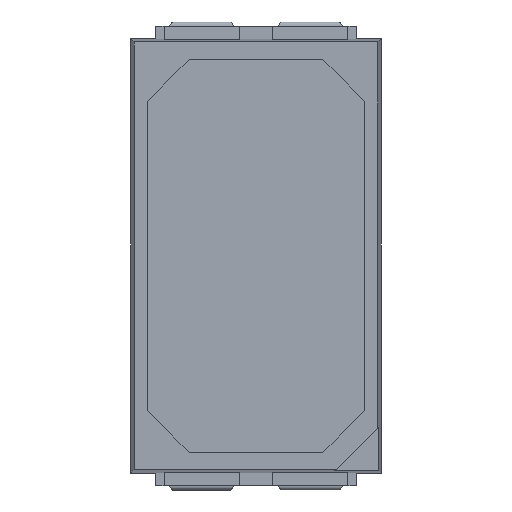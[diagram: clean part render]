
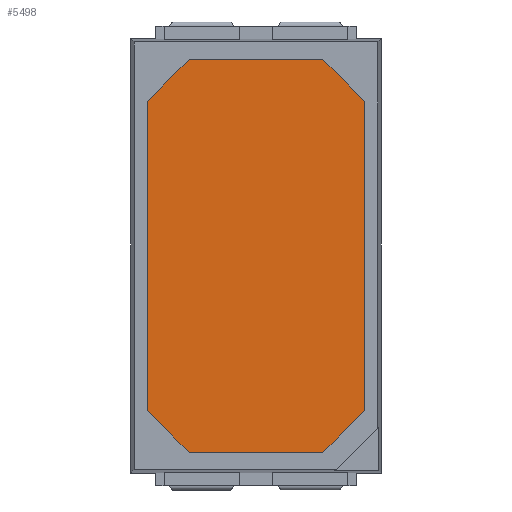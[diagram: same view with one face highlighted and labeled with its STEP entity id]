
A CAD part, top view. The second image highlights one B-rep face of the part: STEP entity #5498.
In plain terms, the highlighted planar face has unit normal (0, 0, 1).
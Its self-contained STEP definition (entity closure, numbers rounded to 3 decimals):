
#920=ORIENTED_EDGE('',*,*,#1682,.T.);
#921=ORIENTED_EDGE('',*,*,#1686,.T.);
#922=ORIENTED_EDGE('',*,*,#1689,.T.);
#923=ORIENTED_EDGE('',*,*,#1692,.T.);
#924=ORIENTED_EDGE('',*,*,#1695,.T.);
#925=ORIENTED_EDGE('',*,*,#1698,.T.);
#926=ORIENTED_EDGE('',*,*,#1701,.T.);
#927=ORIENTED_EDGE('',*,*,#1704,.T.);
#1682=EDGE_CURVE('',#2148,#2149,#2630,.T.);
#1686=EDGE_CURVE('',#2149,#2152,#2634,.T.);
#1689=EDGE_CURVE('',#2152,#2154,#2637,.T.);
#1692=EDGE_CURVE('',#2154,#2156,#2640,.T.);
#1695=EDGE_CURVE('',#2156,#2158,#2643,.T.);
#1698=EDGE_CURVE('',#2158,#2160,#2646,.T.);
#1701=EDGE_CURVE('',#2160,#2162,#2649,.T.);
#1704=EDGE_CURVE('',#2162,#2148,#2652,.T.);
#2148=VERTEX_POINT('',#7711);
#2149=VERTEX_POINT('',#7712);
#2152=VERTEX_POINT('',#7720);
#2154=VERTEX_POINT('',#7726);
#2156=VERTEX_POINT('',#7732);
#2158=VERTEX_POINT('',#7738);
#2160=VERTEX_POINT('',#7744);
#2162=VERTEX_POINT('',#7750);
#2630=LINE('',#7710,#3158);
#2634=LINE('',#7719,#3162);
#2637=LINE('',#7725,#3165);
#2640=LINE('',#7731,#3168);
#2643=LINE('',#7737,#3171);
#2646=LINE('',#7743,#3174);
#2649=LINE('',#7749,#3177);
#2652=LINE('',#7755,#3180);
#3158=VECTOR('',#6541,1000.);
#3162=VECTOR('',#6547,1000.);
#3165=VECTOR('',#6552,1000.);
#3168=VECTOR('',#6557,1000.);
#3171=VECTOR('',#6562,1000.);
#3174=VECTOR('',#6567,1000.);
#3177=VECTOR('',#6572,1000.);
#3180=VECTOR('',#6577,1000.);
#3505=EDGE_LOOP('',(#920,#921,#922,#923,#924,#925,#926,#927));
#3737=FACE_BOUND('',#3505,.T.);
#3933=PLANE('',#5762);
#5498=ADVANCED_FACE('',(#3737),#3933,.T.);
#5762=AXIS2_PLACEMENT_3D('',#7758,#6581,#6582);
#6541=DIRECTION('',(-1.,0.,0.));
#6547=DIRECTION('',(-0.707,-0.707,0.));
#6552=DIRECTION('',(0.,-1.,0.));
#6557=DIRECTION('',(0.707,-0.707,0.));
#6562=DIRECTION('',(1.,0.,0.));
#6567=DIRECTION('',(0.707,0.707,0.));
#6572=DIRECTION('',(0.,1.,0.));
#6577=DIRECTION('',(-0.707,0.707,0.));
#6581=DIRECTION('',(0.,0.,1.));
#6582=DIRECTION('',(1.,0.,0.));
#7710=CARTESIAN_POINT('',(0.,2.35,0.));
#7711=CARTESIAN_POINT('',(0.8,2.35,0.));
#7712=CARTESIAN_POINT('',(-0.8,2.35,0.));
#7719=CARTESIAN_POINT('',(-1.575,1.575,0.));
#7720=CARTESIAN_POINT('',(-1.3,1.85,0.));
#7725=CARTESIAN_POINT('',(-1.3,0.,0.));
#7726=CARTESIAN_POINT('',(-1.3,-1.85,0.));
#7731=CARTESIAN_POINT('',(-1.575,-1.575,0.));
#7732=CARTESIAN_POINT('',(-0.8,-2.35,0.));
#7737=CARTESIAN_POINT('',(0.,-2.35,0.));
#7738=CARTESIAN_POINT('',(0.8,-2.35,0.));
#7743=CARTESIAN_POINT('',(1.575,-1.575,0.));
#7744=CARTESIAN_POINT('',(1.3,-1.85,0.));
#7749=CARTESIAN_POINT('',(1.3,0.,0.));
#7750=CARTESIAN_POINT('',(1.3,1.85,0.));
#7755=CARTESIAN_POINT('',(1.575,1.575,0.));
#7758=CARTESIAN_POINT('',(0.,0.,0.));
